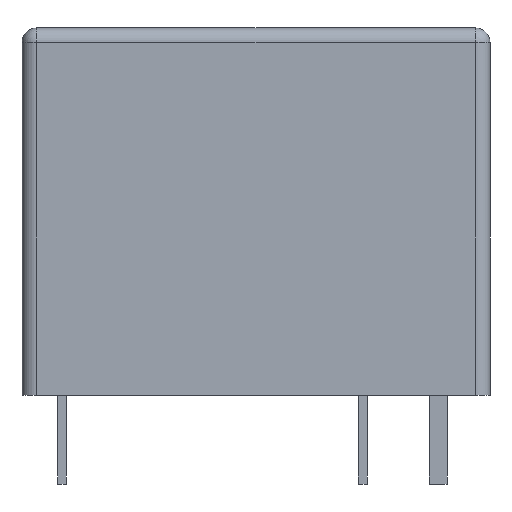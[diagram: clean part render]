
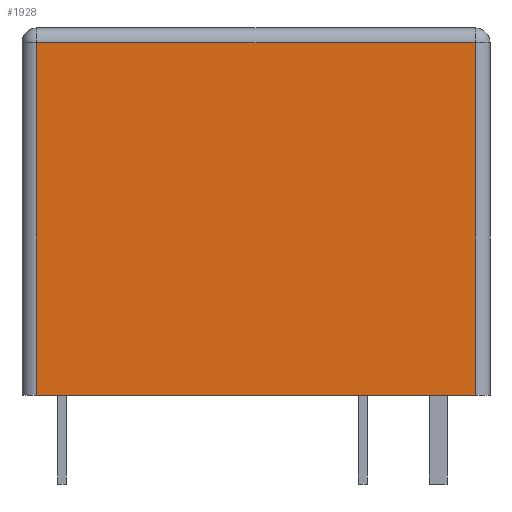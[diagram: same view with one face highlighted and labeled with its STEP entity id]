
A CAD part, front view. The second image highlights one B-rep face of the part: STEP entity #1928.
In plain terms, the highlighted planar face has unit normal (0, -1, 0).
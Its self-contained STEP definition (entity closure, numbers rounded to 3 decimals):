
#114 = CARTESIAN_POINT ( 'NONE',  ( -7.4, -5.4, 0. ) ) ;
#1610 = CARTESIAN_POINT ( 'NONE',  ( 7.4, -5.4, 11.9 ) ) ;
#1772 = VERTEX_POINT ( 'NONE', #6184 ) ;
#1928 = ADVANCED_FACE ( 'NONE', ( #3237 ), #13946, .F. ) ;
#2324 = DIRECTION ( 'NONE',  ( 0., 0., -1. ) ) ;
#2572 = AXIS2_PLACEMENT_3D ( 'NONE', #11638, #11550, #5711 ) ;
#3237 = FACE_OUTER_BOUND ( 'NONE', #7270, .T. ) ;
#3392 = CARTESIAN_POINT ( 'NONE',  ( -7.9, -5.4, 11.9 ) ) ;
#3541 = LINE ( 'NONE', #3392, #7609 ) ;
#3611 = DIRECTION ( 'NONE',  ( 1., 0., 0. ) ) ;
#4258 = CARTESIAN_POINT ( 'NONE',  ( 7.4, -5.4, 0. ) ) ;
#5431 = VERTEX_POINT ( 'NONE', #4258 ) ;
#5562 = VERTEX_POINT ( 'NONE', #114 ) ;
#5711 = DIRECTION ( 'NONE',  ( -1., 0., 0. ) ) ;
#5915 = DIRECTION ( 'NONE',  ( 0., 0., 1. ) ) ;
#6184 = CARTESIAN_POINT ( 'NONE',  ( -7.4, -5.4, 11.9 ) ) ;
#6480 = VECTOR ( 'NONE', #3611, 1000. ) ;
#6919 = ORIENTED_EDGE ( 'NONE', *, *, #14684, .T. ) ;
#7180 = DIRECTION ( 'NONE',  ( -1., 0., 0. ) ) ;
#7192 = VECTOR ( 'NONE', #5915, 1000. ) ;
#7270 = EDGE_LOOP ( 'NONE', ( #12893, #11388, #6919, #11929 ) ) ;
#7609 = VECTOR ( 'NONE', #7180, 1000. ) ;
#8290 = CARTESIAN_POINT ( 'NONE',  ( -7.4, -5.4, 12.4 ) ) ;
#9203 = EDGE_CURVE ( 'NONE', #5431, #9527, #9416, .T. ) ;
#9416 = LINE ( 'NONE', #14315, #7192 ) ;
#9527 = VERTEX_POINT ( 'NONE', #1610 ) ;
#9535 = EDGE_CURVE ( 'NONE', #1772, #5562, #11742, .T. ) ;
#10778 = CARTESIAN_POINT ( 'NONE',  ( 7.9, -5.4, 0. ) ) ;
#11388 = ORIENTED_EDGE ( 'NONE', *, *, #9203, .T. ) ;
#11550 = DIRECTION ( 'NONE',  ( 0., 1., 0. ) ) ;
#11638 = CARTESIAN_POINT ( 'NONE',  ( 7.9, -5.4, 12.4 ) ) ;
#11742 = LINE ( 'NONE', #8290, #14889 ) ;
#11929 = ORIENTED_EDGE ( 'NONE', *, *, #9535, .T. ) ;
#12308 = EDGE_CURVE ( 'NONE', #5562, #5431, #14258, .T. ) ;
#12893 = ORIENTED_EDGE ( 'NONE', *, *, #12308, .T. ) ;
#13946 = PLANE ( 'NONE',  #2572 ) ;
#14258 = LINE ( 'NONE', #10778, #6480 ) ;
#14315 = CARTESIAN_POINT ( 'NONE',  ( 7.4, -5.4, 12.4 ) ) ;
#14684 = EDGE_CURVE ( 'NONE', #9527, #1772, #3541, .T. ) ;
#14889 = VECTOR ( 'NONE', #2324, 1000. ) ;
